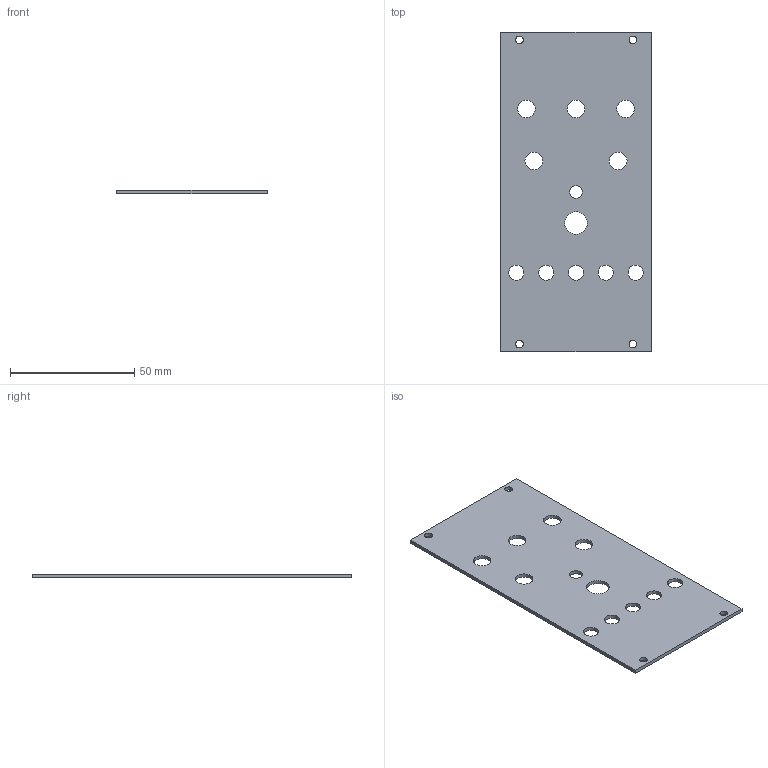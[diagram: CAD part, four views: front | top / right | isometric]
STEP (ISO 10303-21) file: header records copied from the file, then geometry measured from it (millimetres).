
FILE_DESCRIPTION(('KiCad electronic assembly'),'2;1');
FILE_NAME('theremin_fp.step','2025-10-27T11:31:27',('Pcbnew'),('Kicad'), 'Open CASCADE STEP processor 7.8','KiCad to STEP converter','Unknown' );
FILE_SCHEMA(('AUTOMOTIVE_DESIGN { 1 0 10303 214 1 1 1 1 }'));
Length unit declared in the file: millimetre
Products named in the file (2): theremin_fp 1; theremin_fp_PCB
Assembly tree (1 placements, depth 2):
  theremin_fp 1
    theremin_fp_PCB
Bounding box: 60.6 x 128.5 x 1.51 mm (x, y, z)
Volume: 11062.1 mm3; surface area: 15662.7 mm2
Topology: 1 solids, 1 shells, 22 faces, 60 edges, 40 vertices
Faces by surface type: cylinder 16, plane 6
Full cylindrical faces by diameter (mm): 3.1 x4, 5.1 x1, 6.1 x5, 7.1 x5, 9.2 x1
Entity records: 817 total; most frequent: DIRECTION 140, CARTESIAN_POINT 124, ORIENTED_EDGE 120, EDGE_CURVE 60, AXIS2_PLACEMENT_3D 56, FACE_BOUND 54, EDGE_LOOP 54, VERTEX_POINT 40
